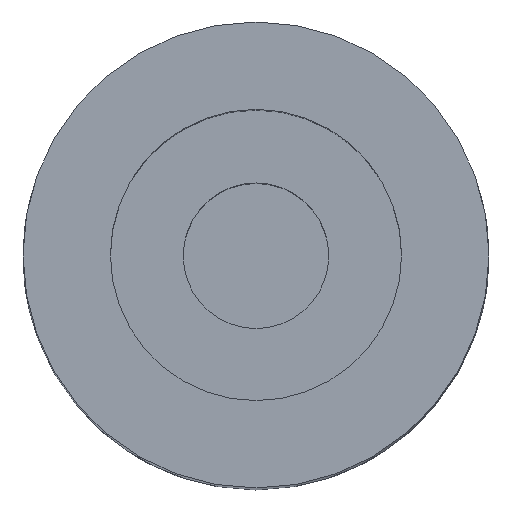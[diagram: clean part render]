
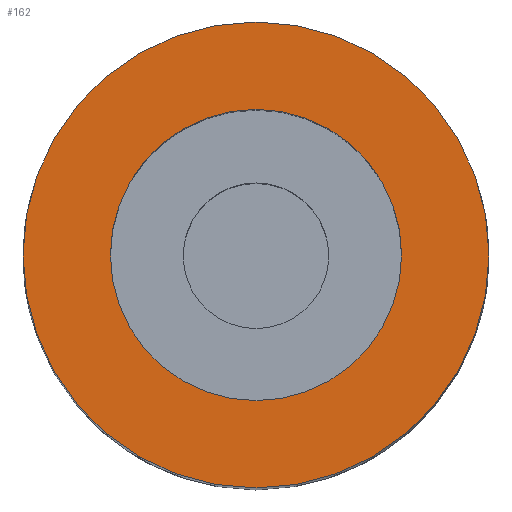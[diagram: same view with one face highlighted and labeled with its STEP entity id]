
A CAD part, top view. The second image highlights one B-rep face of the part: STEP entity #162.
In plain terms, the highlighted planar face has unit normal (0, 0, 1).
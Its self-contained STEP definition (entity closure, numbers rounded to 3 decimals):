
#36 = ORIENTED_EDGE ( 'NONE', *, *, #484, .T. ) ;
#37 = DIRECTION ( 'NONE',  ( 1., 0., 0. ) ) ;
#44 = EDGE_LOOP ( 'NONE', ( #655, #829 ) ) ;
#112 = AXIS2_PLACEMENT_3D ( 'NONE', #656, #670, #863 ) ;
#148 = AXIS2_PLACEMENT_3D ( 'NONE', #569, #585, #576 ) ;
#152 = DIRECTION ( 'NONE',  ( 0., 0., 1. ) ) ;
#162 = ADVANCED_FACE ( 'NONE', ( #281, #216 ), #912, .F. ) ;
#167 = CARTESIAN_POINT ( 'NONE',  ( 0., 0., 80. ) ) ;
#173 = VERTEX_POINT ( 'NONE', #646 ) ;
#213 = CARTESIAN_POINT ( 'NONE',  ( 10., 0., 80. ) ) ;
#216 = FACE_OUTER_BOUND ( 'NONE', #535, .T. ) ;
#236 = AXIS2_PLACEMENT_3D ( 'NONE', #822, #241, #37 ) ;
#241 = DIRECTION ( 'NONE',  ( 0., 0., 1. ) ) ;
#242 = CARTESIAN_POINT ( 'NONE',  ( -16., 0., 80. ) ) ;
#263 = EDGE_CURVE ( 'NONE', #541, #423, #716, .T. ) ;
#281 = FACE_BOUND ( 'NONE', #44, .T. ) ;
#316 = CIRCLE ( 'NONE', #889, 10. ) ;
#357 = CARTESIAN_POINT ( 'NONE',  ( 16., 0., 80. ) ) ;
#368 = CARTESIAN_POINT ( 'NONE',  ( 0., 0., 80. ) ) ;
#395 = EDGE_CURVE ( 'NONE', #173, #737, #521, .T. ) ;
#423 = VERTEX_POINT ( 'NONE', #357 ) ;
#484 = EDGE_CURVE ( 'NONE', #423, #541, #654, .T. ) ;
#489 = ORIENTED_EDGE ( 'NONE', *, *, #263, .T. ) ;
#521 = CIRCLE ( 'NONE', #236, 10. ) ;
#535 = EDGE_LOOP ( 'NONE', ( #36, #489 ) ) ;
#541 = VERTEX_POINT ( 'NONE', #242 ) ;
#569 = CARTESIAN_POINT ( 'NONE',  ( 16., 0., 80. ) ) ;
#576 = DIRECTION ( 'NONE',  ( -1., 0., 0. ) ) ;
#585 = DIRECTION ( 'NONE',  ( 0., 0., -1. ) ) ;
#640 = DIRECTION ( 'NONE',  ( 0., 0., 1. ) ) ;
#646 = CARTESIAN_POINT ( 'NONE',  ( -10., 0., 80. ) ) ;
#647 = DIRECTION ( 'NONE',  ( 1., 0., 0. ) ) ;
#654 = CIRCLE ( 'NONE', #804, 16. ) ;
#655 = ORIENTED_EDGE ( 'NONE', *, *, #910, .F. ) ;
#656 = CARTESIAN_POINT ( 'NONE',  ( 0., 0., 80. ) ) ;
#670 = DIRECTION ( 'NONE',  ( 0., 0., 1. ) ) ;
#716 = CIRCLE ( 'NONE', #112, 16. ) ;
#737 = VERTEX_POINT ( 'NONE', #213 ) ;
#804 = AXIS2_PLACEMENT_3D ( 'NONE', #368, #640, #926 ) ;
#822 = CARTESIAN_POINT ( 'NONE',  ( 0., 0., 80. ) ) ;
#829 = ORIENTED_EDGE ( 'NONE', *, *, #395, .F. ) ;
#863 = DIRECTION ( 'NONE',  ( 1., 0., 0. ) ) ;
#889 = AXIS2_PLACEMENT_3D ( 'NONE', #167, #152, #647 ) ;
#910 = EDGE_CURVE ( 'NONE', #737, #173, #316, .T. ) ;
#912 = PLANE ( 'NONE',  #148 ) ;
#926 = DIRECTION ( 'NONE',  ( 1., 0., 0. ) ) ;
